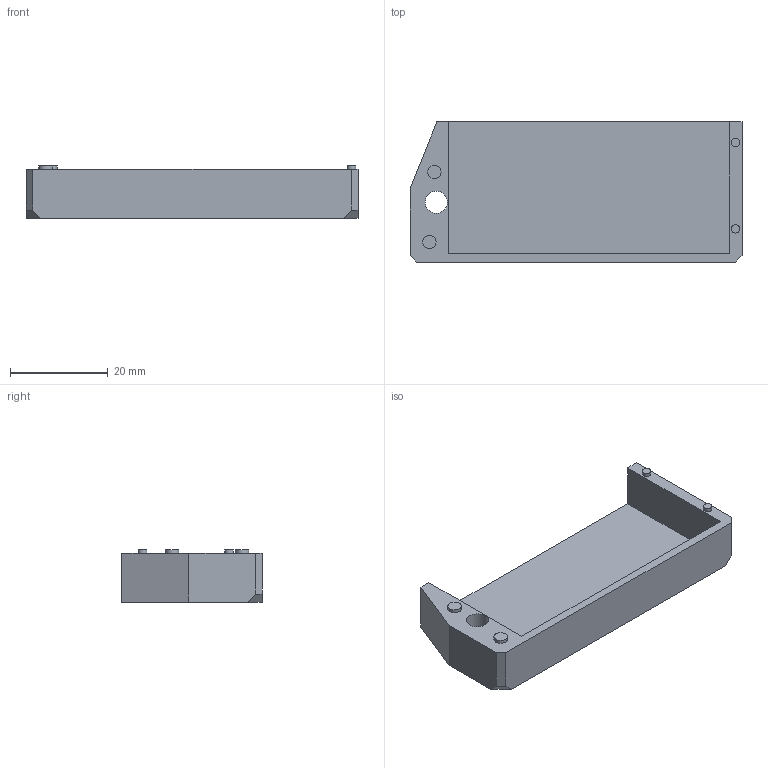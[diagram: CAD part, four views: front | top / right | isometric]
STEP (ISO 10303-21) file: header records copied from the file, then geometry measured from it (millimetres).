
FILE_DESCRIPTION(/* description */ (''),/* implementation_level */ '2;1');
FILE_NAME(/* name */ 'GB Interceptor Bottom Cap.step',/* time_stamp */ '2022-12-25T13:39:22-06:00',/* author */ (''),/* organization */ (''),/* preprocessor_version */ 'ST-DEVELOPER v18.1',/* originating_system */ 'Autodesk Translation Framework v10.13.0.1454',/* authorisation */ '');
FILE_SCHEMA (('AUTOMOTIVE_DESIGN { 1 0 10303 214 3 1 1 }'));
Length unit declared in the file: millimetre
Products named in the file (1): GB Interceptor Shell
Bounding box: 67.9 x 28.7 x 10.68 mm (x, y, z)
Volume: 4973.9 mm3; surface area: 6391.6 mm2
Topology: 1 solids, 1 shells, 1032 faces, 2985 edges, 1978 vertices
Faces by surface type: plane 1027, cylinder 5
Full cylindrical faces by diameter (mm): 1.75 x2, 2.75 x2, 4.55 x1
Entity records: 33208 total; most frequent: CARTESIAN_POINT 5996, ORIENTED_EDGE 5970, DIRECTION 5061, EDGE_CURVE 2985, LINE 2975, VECTOR 2975, VERTEX_POINT 1978, EDGE_LOOP 1057
